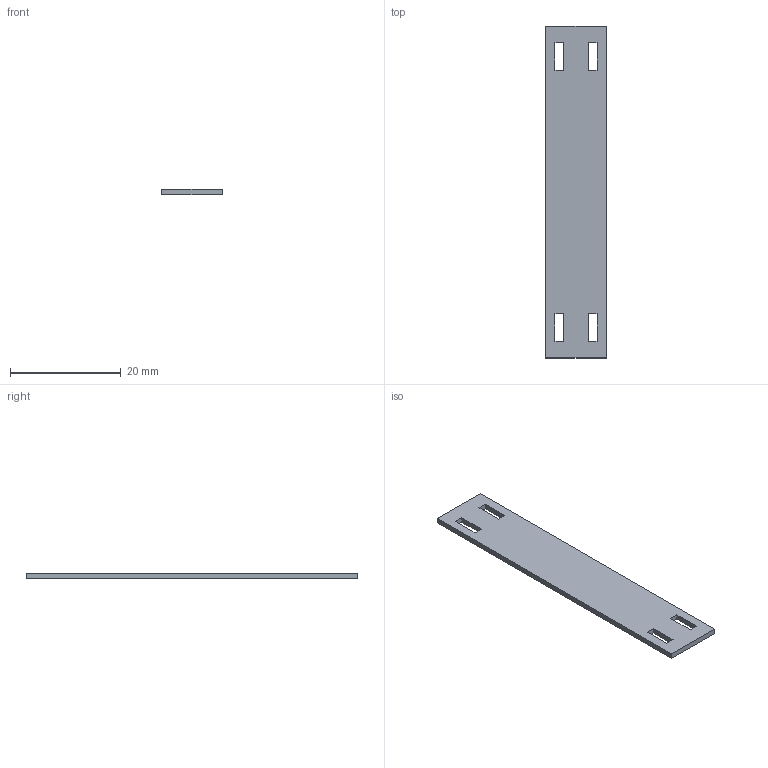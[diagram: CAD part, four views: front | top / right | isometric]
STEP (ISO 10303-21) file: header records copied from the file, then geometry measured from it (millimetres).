
FILE_DESCRIPTION(('CATIA V5R19 STEP'),'2;1');
FILE_NAME ('D1460558_0_1963660000_1963660000.stp','2015-02-16T14:30:39+00:00',('none'),('Weidmueller'),'CATIA Version 5 Release 20 SP 5 (IN-10)','CATIA V5 STEP AP214','none');
FILE_SCHEMA(('AUTOMOTIVE_DESIGN { 1 0 10303 214 1 1 1 1 }'));
Length unit declared in the file: millimetre
Products named in the file (1): SFX-11x60-MC
Bounding box: 11 x 60 x 1 mm (x, y, z)
Volume: 628 mm3; surface area: 1450.8 mm2
Topology: 1 solids, 1 shells, 22 faces, 60 edges, 40 vertices
Faces by surface type: plane 22
Entity records: 683 total; most frequent: ORIENTED_EDGE 120, CARTESIAN_POINT 115, DIRECTION 88, VECTOR 60, EDGE_CURVE 60, LINE 60, VERTEX_POINT 40, EDGE_LOOP 30
